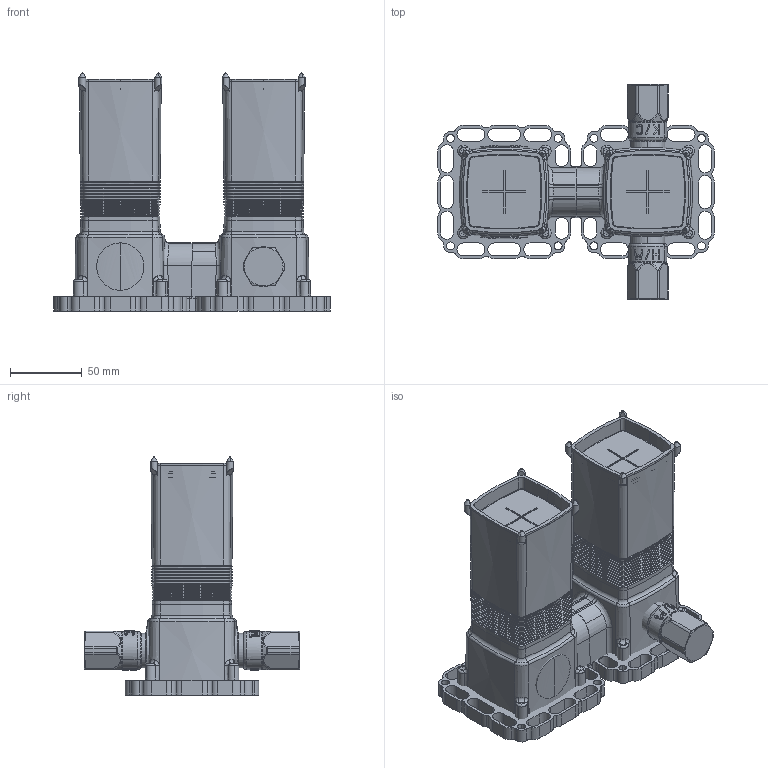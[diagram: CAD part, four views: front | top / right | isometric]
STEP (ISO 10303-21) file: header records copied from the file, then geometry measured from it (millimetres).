
FILE_DESCRIPTION (( 'STEP AP203' ), '1' );
FILE_NAME ('44000000.STEP', '2019-01-14T08:26:37', ( '' ), ( '' ), 'SwSTEP 2.0', 'SolidWorks 2016', '' );
FILE_SCHEMA (( 'CONFIG_CONTROL_DESIGN' ));
Length unit declared in the file: millimetre
Products named in the file (1): 44000000
Bounding box: 193 x 150 x 166 mm (x, y, z)
Volume: 679947.6 mm3; surface area: 217105.5 mm2
Topology: 11 solids, 11 shells, 2285 faces, 5544 edges, 3314 vertices
Faces by surface type: cone 936, torus 518, plane 378, cylinder 327, bspline 78, sphere 48
Entity records: 82606 total; most frequent: CARTESIAN_POINT 28038, DIRECTION 12438, ORIENTED_EDGE 11088, EDGE_CURVE 5544, AXIS2_PLACEMENT_3D 5196, VERTEX_POINT 3314, CIRCLE 2988, EDGE_LOOP 2382
